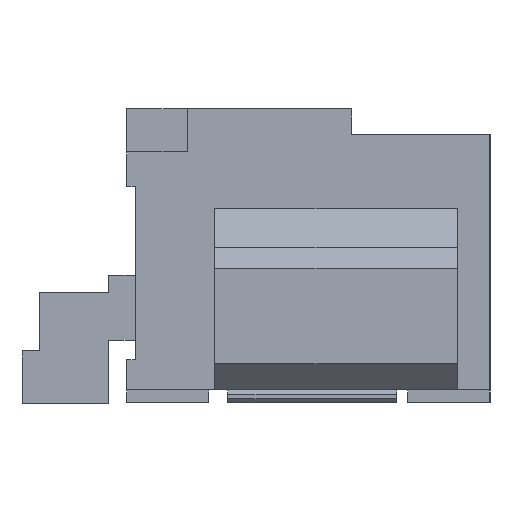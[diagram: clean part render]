
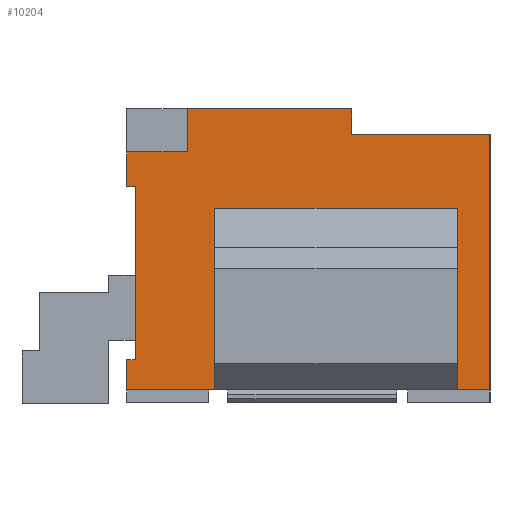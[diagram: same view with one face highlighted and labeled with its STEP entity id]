
A CAD part, left-side view. The second image highlights one B-rep face of the part: STEP entity #10204.
In plain terms, the highlighted planar face has unit normal (-1, 0, 0).
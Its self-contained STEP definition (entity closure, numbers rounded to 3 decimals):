
#1570=ORIENTED_EDGE('',*,*,#2565,.F.);
#1571=ORIENTED_EDGE('',*,*,#2885,.T.);
#1572=ORIENTED_EDGE('',*,*,#2868,.F.);
#1573=ORIENTED_EDGE('',*,*,#2853,.F.);
#1574=ORIENTED_EDGE('',*,*,#2822,.T.);
#1575=ORIENTED_EDGE('',*,*,#2804,.F.);
#1576=ORIENTED_EDGE('',*,*,#2800,.T.);
#1577=ORIENTED_EDGE('',*,*,#2825,.T.);
#1578=ORIENTED_EDGE('',*,*,#2650,.F.);
#1579=ORIENTED_EDGE('',*,*,#2826,.F.);
#1580=ORIENTED_EDGE('',*,*,#2654,.F.);
#1581=ORIENTED_EDGE('',*,*,#2985,.T.);
#1582=ORIENTED_EDGE('',*,*,#2572,.F.);
#1583=ORIENTED_EDGE('',*,*,#2844,.T.);
#1584=ORIENTED_EDGE('',*,*,#2842,.T.);
#1585=ORIENTED_EDGE('',*,*,#2617,.T.);
#2565=EDGE_CURVE('',#3497,#3498,#4325,.T.);
#2572=EDGE_CURVE('',#3504,#3505,#4332,.T.);
#2617=EDGE_CURVE('',#3543,#3498,#4377,.T.);
#2650=EDGE_CURVE('',#3563,#3564,#4410,.T.);
#2654=EDGE_CURVE('',#3567,#3568,#4414,.T.);
#2800=EDGE_CURVE('',#3676,#3675,#4560,.T.);
#2804=EDGE_CURVE('',#3676,#3679,#4564,.T.);
#2822=EDGE_CURVE('',#3680,#3679,#4582,.T.);
#2825=EDGE_CURVE('',#3675,#3564,#4585,.T.);
#2826=EDGE_CURVE('',#3568,#3563,#4586,.T.);
#2842=EDGE_CURVE('',#3689,#3543,#4602,.T.);
#2844=EDGE_CURVE('',#3504,#3689,#4604,.T.);
#2853=EDGE_CURVE('',#3680,#3695,#4613,.T.);
#2868=EDGE_CURVE('',#3695,#3705,#4628,.T.);
#2885=EDGE_CURVE('',#3497,#3705,#4645,.T.);
#2985=EDGE_CURVE('',#3567,#3505,#4745,.T.);
#3497=VERTEX_POINT('',#13410);
#3498=VERTEX_POINT('',#13412);
#3504=VERTEX_POINT('',#13424);
#3505=VERTEX_POINT('',#13426);
#3543=VERTEX_POINT('',#13519);
#3563=VERTEX_POINT('',#13584);
#3564=VERTEX_POINT('',#13585);
#3567=VERTEX_POINT('',#13593);
#3568=VERTEX_POINT('',#13594);
#3675=VERTEX_POINT('',#13898);
#3676=VERTEX_POINT('',#13900);
#3679=VERTEX_POINT('',#13908);
#3680=VERTEX_POINT('',#13912);
#3689=VERTEX_POINT('',#13963);
#3695=VERTEX_POINT('',#13987);
#3705=VERTEX_POINT('',#14017);
#4325=LINE('',#13411,#5385);
#4332=LINE('',#13425,#5392);
#4377=LINE('',#13518,#5437);
#4410=LINE('',#13583,#5470);
#4414=LINE('',#13592,#5474);
#4560=LINE('',#13899,#5620);
#4564=LINE('',#13907,#5624);
#4582=LINE('',#13930,#5642);
#4585=LINE('',#13935,#5645);
#4586=LINE('',#13937,#5646);
#4602=LINE('',#13966,#5662);
#4604=LINE('',#13970,#5664);
#4613=LINE('',#13986,#5673);
#4628=LINE('',#14016,#5688);
#4645=LINE('',#14049,#5705);
#4745=LINE('',#14244,#5805);
#5385=VECTOR('',#11427,1000.);
#5392=VECTOR('',#11434,1000.);
#5437=VECTOR('',#11499,1000.);
#5470=VECTOR('',#11556,1000.);
#5474=VECTOR('',#11562,1000.);
#5620=VECTOR('',#11812,1000.);
#5624=VECTOR('',#11818,1000.);
#5642=VECTOR('',#11838,1000.);
#5645=VECTOR('',#11845,1000.);
#5646=VECTOR('',#11848,1000.);
#5662=VECTOR('',#11874,1000.);
#5664=VECTOR('',#11880,1000.);
#5673=VECTOR('',#11895,1000.);
#5688=VECTOR('',#11920,1000.);
#5705=VECTOR('',#11951,1000.);
#5805=VECTOR('',#12099,1000.);
#6318=EDGE_LOOP('',(#1570,#1571,#1572,#1573,#1574,#1575,#1576,#1577,#1578,
#1579,#1580,#1581,#1582,#1583,#1584,#1585));
#6728=FACE_BOUND('',#6318,.T.);
#7114=PLANE('',#10597);
#10204=ADVANCED_FACE('',(#6728),#7114,.T.);
#10597=AXIS2_PLACEMENT_3D('',#14243,#12097,#12098);
#11427=DIRECTION('',(0.,1.,0.));
#11434=DIRECTION('',(0.,1.,0.));
#11499=DIRECTION('',(0.,0.,-1.));
#11556=DIRECTION('',(0.,1.,0.));
#11562=DIRECTION('',(0.,-1.,0.));
#11812=DIRECTION('',(0.,1.,0.));
#11818=DIRECTION('',(0.,0.,1.));
#11838=DIRECTION('',(0.,1.,0.));
#11845=DIRECTION('',(0.,0.,-1.));
#11848=DIRECTION('',(0.,0.,1.));
#11874=DIRECTION('',(0.,-1.,0.));
#11880=DIRECTION('',(0.,0.,1.));
#11895=DIRECTION('',(0.,0.,-1.));
#11920=DIRECTION('',(0.,-1.,0.));
#11951=DIRECTION('',(0.,0.,1.));
#12097=DIRECTION('',(-1.,0.,0.));
#12098=DIRECTION('',(0.,0.,1.));
#12099=DIRECTION('',(0.,0.,-1.));
#13410=CARTESIAN_POINT('',(-8.375,-2.1,-1.55));
#13411=CARTESIAN_POINT('',(-8.375,0.,-1.55));
#13412=CARTESIAN_POINT('',(-8.375,-1.72,-1.55));
#13424=CARTESIAN_POINT('',(-8.375,1.08,-1.55));
#13425=CARTESIAN_POINT('',(-8.375,0.,-1.55));
#13426=CARTESIAN_POINT('',(-8.375,2.1,-1.55));
#13518=CARTESIAN_POINT('',(-8.375,-1.72,0.1));
#13519=CARTESIAN_POINT('',(-8.375,-1.72,0.55));
#13583=CARTESIAN_POINT('',(-8.375,0.,0.8));
#13584=CARTESIAN_POINT('',(-8.375,2.,0.8));
#13585=CARTESIAN_POINT('',(-8.375,2.1,0.8));
#13592=CARTESIAN_POINT('',(-8.375,0.,-1.2));
#13593=CARTESIAN_POINT('',(-8.375,2.1,-1.2));
#13594=CARTESIAN_POINT('',(-8.375,2.,-1.2));
#13898=CARTESIAN_POINT('',(-8.375,2.1,1.2));
#13899=CARTESIAN_POINT('',(-8.375,1.4,1.2));
#13900=CARTESIAN_POINT('',(-8.375,1.4,1.2));
#13907=CARTESIAN_POINT('',(-8.375,1.4,1.2));
#13908=CARTESIAN_POINT('',(-8.375,1.4,1.7));
#13912=CARTESIAN_POINT('',(-8.375,-0.5,1.7));
#13930=CARTESIAN_POINT('',(-8.375,-2.1,1.7));
#13935=CARTESIAN_POINT('',(-8.375,2.1,1.7));
#13937=CARTESIAN_POINT('',(-8.375,2.,0.));
#13963=CARTESIAN_POINT('',(-8.375,1.08,0.55));
#13966=CARTESIAN_POINT('',(-8.375,-1.72,0.55));
#13970=CARTESIAN_POINT('',(-8.375,1.08,-1.7));
#13986=CARTESIAN_POINT('',(-8.375,-0.5,0.));
#13987=CARTESIAN_POINT('',(-8.375,-0.5,1.4));
#14016=CARTESIAN_POINT('',(-8.375,0.,1.4));
#14017=CARTESIAN_POINT('',(-8.375,-2.1,1.4));
#14049=CARTESIAN_POINT('',(-8.375,-2.1,-1.7));
#14243=CARTESIAN_POINT('',(-8.375,0.,0.));
#14244=CARTESIAN_POINT('',(-8.375,2.1,1.7));
